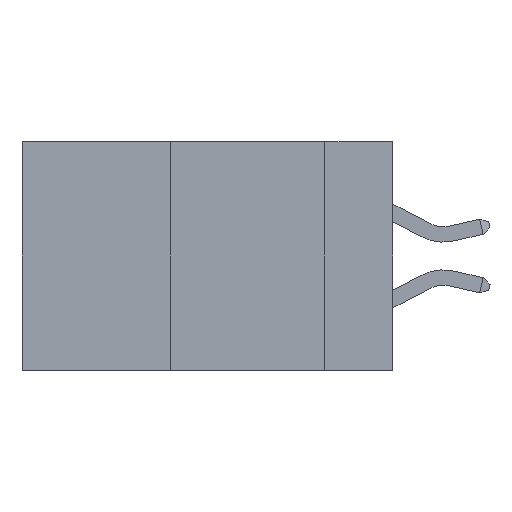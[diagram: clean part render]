
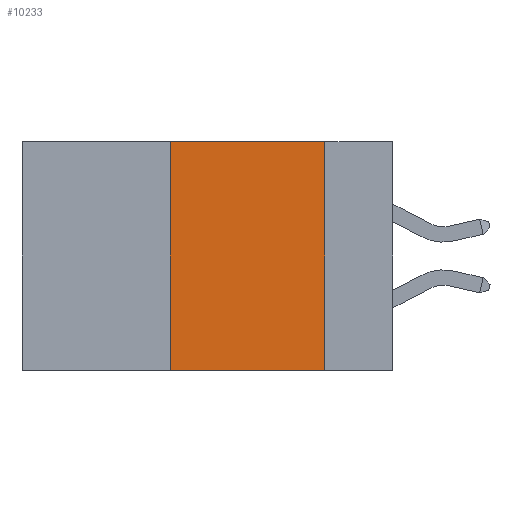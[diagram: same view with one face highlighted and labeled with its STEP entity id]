
A CAD part, left-side view. The second image highlights one B-rep face of the part: STEP entity #10233.
In plain terms, the highlighted planar face has unit normal (-1, 0, 0).
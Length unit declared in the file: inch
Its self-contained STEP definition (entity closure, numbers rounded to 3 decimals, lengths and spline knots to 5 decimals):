
#698 = CARTESIAN_POINT ( 'NONE',  ( 0., 0.6, 0. ) ) ;
#852 = CARTESIAN_POINT ( 'NONE',  ( 0., 0.11, 0. ) ) ;
#2663 = VECTOR ( 'NONE', #19586, 39.37008 ) ;
#3060 = VECTOR ( 'NONE', #16381, 39.37008 ) ;
#3579 = LINE ( 'NONE', #17046, #21158 ) ;
#6239 = CARTESIAN_POINT ( 'NONE',  ( 0., 0.6, 0. ) ) ;
#6427 = VECTOR ( 'NONE', #19372, 39.37008 ) ;
#6573 = CARTESIAN_POINT ( 'NONE',  ( 0., 0.11, -0.37 ) ) ;
#7311 = LINE ( 'NONE', #698, #2663 ) ;
#7954 = DIRECTION ( 'NONE',  ( 1., 0., 0. ) ) ;
#8262 = LINE ( 'NONE', #852, #3060 ) ;
#8534 = EDGE_CURVE ( 'NONE', #12509, #9079, #3579, .T. ) ;
#8594 = DIRECTION ( 'NONE',  ( 0., 0., 1. ) ) ;
#9079 = VERTEX_POINT ( 'NONE', #11934 ) ;
#9123 = AXIS2_PLACEMENT_3D ( 'NONE', #6239, #7954, #19790 ) ;
#9421 = EDGE_CURVE ( 'NONE', #12509, #17011, #11050, .T. ) ;
#9725 = ORIENTED_EDGE ( 'NONE', *, *, #17997, .F. ) ;
#10233 = ADVANCED_FACE ( 'NONE', ( #21243 ), #18124, .F. ) ;
#11050 = LINE ( 'NONE', #14492, #6427 ) ;
#11235 = EDGE_LOOP ( 'NONE', ( #15751, #9725, #15318, #11405 ) ) ;
#11405 = ORIENTED_EDGE ( 'NONE', *, *, #9421, .T. ) ;
#11934 = CARTESIAN_POINT ( 'NONE',  ( 0., 0.36, 0. ) ) ;
#12509 = VERTEX_POINT ( 'NONE', #14333 ) ;
#14333 = CARTESIAN_POINT ( 'NONE',  ( 0., 0.36, -0.37 ) ) ;
#14492 = CARTESIAN_POINT ( 'NONE',  ( 0., 0.6, -0.37 ) ) ;
#15318 = ORIENTED_EDGE ( 'NONE', *, *, #8534, .F. ) ;
#15379 = EDGE_CURVE ( 'NONE', #20100, #17011, #8262, .T. ) ;
#15751 = ORIENTED_EDGE ( 'NONE', *, *, #15379, .F. ) ;
#16381 = DIRECTION ( 'NONE',  ( 0., 0., -1. ) ) ;
#17011 = VERTEX_POINT ( 'NONE', #6573 ) ;
#17046 = CARTESIAN_POINT ( 'NONE',  ( 0., 0.36, 0. ) ) ;
#17997 = EDGE_CURVE ( 'NONE', #9079, #20100, #7311, .T. ) ;
#18124 = PLANE ( 'NONE',  #9123 ) ;
#19372 = DIRECTION ( 'NONE',  ( 0., -1., 0. ) ) ;
#19586 = DIRECTION ( 'NONE',  ( 0., -1., 0. ) ) ;
#19738 = CARTESIAN_POINT ( 'NONE',  ( 0., 0.11, 0. ) ) ;
#19790 = DIRECTION ( 'NONE',  ( 0., 0., -1. ) ) ;
#20100 = VERTEX_POINT ( 'NONE', #19738 ) ;
#21158 = VECTOR ( 'NONE', #8594, 39.37008 ) ;
#21243 = FACE_OUTER_BOUND ( 'NONE', #11235, .T. ) ;
